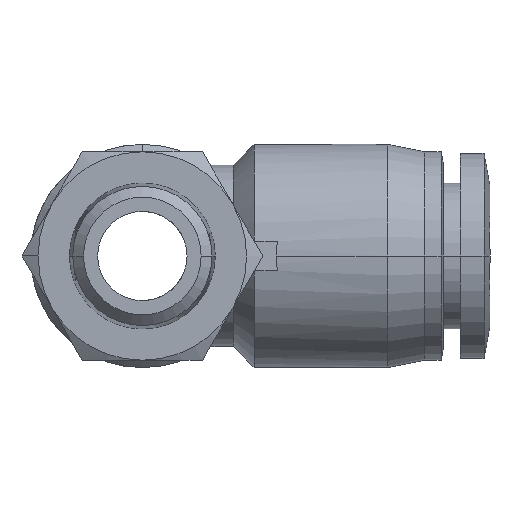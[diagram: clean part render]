
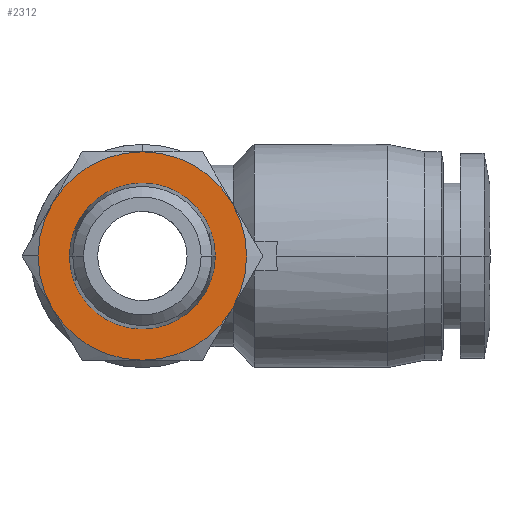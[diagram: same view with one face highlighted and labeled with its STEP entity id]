
A CAD part, front view. The second image highlights one B-rep face of the part: STEP entity #2312.
In plain terms, the highlighted planar face has unit normal (0, -1, 0).
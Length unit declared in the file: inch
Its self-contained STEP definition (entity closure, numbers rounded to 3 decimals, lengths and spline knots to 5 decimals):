
#38 = DIRECTION ( 'NONE',  ( -1., 0., 0. ) ) ;
#48 = AXIS2_PLACEMENT_3D ( 'NONE', #3997, #1801, #4402 ) ;
#89 = CARTESIAN_POINT ( 'NONE',  ( 0., -0.19685, 0. ) ) ;
#146 = DIRECTION ( 'NONE',  ( -1., 0., 0. ) ) ;
#223 = CARTESIAN_POINT ( 'NONE',  ( -0.23425, -0.19685, 0. ) ) ;
#257 = CIRCLE ( 'NONE', #511, 0.27559 ) ;
#366 = DIRECTION ( 'NONE',  ( 0., -1., 0. ) ) ;
#383 = CARTESIAN_POINT ( 'NONE',  ( 0., -0.19685, 0. ) ) ;
#464 = DIRECTION ( 'NONE',  ( -1., 0., 0. ) ) ;
#511 = AXIS2_PLACEMENT_3D ( 'NONE', #383, #366, #146 ) ;
#533 = ORIENTED_EDGE ( 'NONE', *, *, #4466, .T. ) ;
#566 = AXIS2_PLACEMENT_3D ( 'NONE', #2985, #848, #3358 ) ;
#590 = VERTEX_POINT ( 'NONE', #1569 ) ;
#594 = DIRECTION ( 'NONE',  ( 1., 0., 0. ) ) ;
#604 = CIRCLE ( 'NONE', #2040, 0.27559 ) ;
#746 = CARTESIAN_POINT ( 'NONE',  ( 0., -0.19685, 0. ) ) ;
#821 = ORIENTED_EDGE ( 'NONE', *, *, #3762, .F. ) ;
#848 = DIRECTION ( 'NONE',  ( 0., -1., 0. ) ) ;
#952 = EDGE_CURVE ( 'NONE', #590, #2419, #257, .T. ) ;
#1031 = CIRCLE ( 'NONE', #1271, 0.27559 ) ;
#1103 = DIRECTION ( 'NONE',  ( -1., 0., 0. ) ) ;
#1223 = VERTEX_POINT ( 'NONE', #4622 ) ;
#1271 = AXIS2_PLACEMENT_3D ( 'NONE', #4409, #2167, #38 ) ;
#1360 = DIRECTION ( 'NONE',  ( 0., -1., 0. ) ) ;
#1364 = CARTESIAN_POINT ( 'NONE',  ( -0.19291, -0.19685, 0. ) ) ;
#1406 = CIRCLE ( 'NONE', #1834, 0.27559 ) ;
#1542 = ORIENTED_EDGE ( 'NONE', *, *, #2208, .T. ) ;
#1569 = CARTESIAN_POINT ( 'NONE',  ( -0.27559, -0.19685, 0. ) ) ;
#1572 = DIRECTION ( 'NONE',  ( 0., -1., 0. ) ) ;
#1616 = ORIENTED_EDGE ( 'NONE', *, *, #3364, .F. ) ;
#1673 = VERTEX_POINT ( 'NONE', #2341 ) ;
#1720 = EDGE_CURVE ( 'NONE', #2419, #3533, #2770, .T. ) ;
#1801 = DIRECTION ( 'NONE',  ( 0., -1., 0. ) ) ;
#1834 = AXIS2_PLACEMENT_3D ( 'NONE', #3526, #1360, #3915 ) ;
#1842 = VERTEX_POINT ( 'NONE', #4662 ) ;
#1879 = AXIS2_PLACEMENT_3D ( 'NONE', #2021, #4614, #2369 ) ;
#1883 = CARTESIAN_POINT ( 'NONE',  ( 0.23867, -0.19685, -0.1378 ) ) ;
#1919 = ORIENTED_EDGE ( 'NONE', *, *, #4695, .T. ) ;
#1978 = ORIENTED_EDGE ( 'NONE', *, *, #3761, .T. ) ;
#2021 = CARTESIAN_POINT ( 'NONE',  ( 0., -0.19685, 0. ) ) ;
#2040 = AXIS2_PLACEMENT_3D ( 'NONE', #3745, #1572, #4137 ) ;
#2087 = CIRCLE ( 'NONE', #48, 0.19291 ) ;
#2116 = VERTEX_POINT ( 'NONE', #1883 ) ;
#2124 = CARTESIAN_POINT ( 'NONE',  ( 0.19291, -0.19685, 0. ) ) ;
#2167 = DIRECTION ( 'NONE',  ( 0., -1., 0. ) ) ;
#2208 = EDGE_CURVE ( 'NONE', #1223, #1673, #604, .T. ) ;
#2312 = ADVANCED_FACE ( 'NONE', ( #4432, #3393 ), #4580, .T. ) ;
#2341 = CARTESIAN_POINT ( 'NONE',  ( 0., -0.19685, 0.27559 ) ) ;
#2369 = DIRECTION ( 'NONE',  ( -1., 0., 0. ) ) ;
#2419 = VERTEX_POINT ( 'NONE', #2422 ) ;
#2422 = CARTESIAN_POINT ( 'NONE',  ( -0.23867, -0.19685, -0.1378 ) ) ;
#2425 = AXIS2_PLACEMENT_3D ( 'NONE', #223, #2710, #594 ) ;
#2568 = DIRECTION ( 'NONE',  ( 0., -1., 0. ) ) ;
#2691 = VERTEX_POINT ( 'NONE', #1364 ) ;
#2710 = DIRECTION ( 'NONE',  ( 0., -1., 0. ) ) ;
#2729 = CIRCLE ( 'NONE', #566, 0.19291 ) ;
#2770 = CIRCLE ( 'NONE', #1879, 0.27559 ) ;
#2985 = CARTESIAN_POINT ( 'NONE',  ( 0., -0.19685, 0. ) ) ;
#3011 = AXIS2_PLACEMENT_3D ( 'NONE', #89, #2568, #464 ) ;
#3042 = CIRCLE ( 'NONE', #4272, 0.27559 ) ;
#3114 = CARTESIAN_POINT ( 'NONE',  ( 0., -0.19685, -0.27559 ) ) ;
#3186 = EDGE_LOOP ( 'NONE', ( #1542, #1919, #1978, #3747, #4210, #533, #4063 ) ) ;
#3238 = DIRECTION ( 'NONE',  ( 0., -1., 0. ) ) ;
#3254 = CIRCLE ( 'NONE', #3011, 0.27559 ) ;
#3333 = EDGE_LOOP ( 'NONE', ( #1616, #821 ) ) ;
#3358 = DIRECTION ( 'NONE',  ( -1., 0., 0. ) ) ;
#3364 = EDGE_CURVE ( 'NONE', #2691, #3849, #2729, .T. ) ;
#3393 = FACE_OUTER_BOUND ( 'NONE', #3186, .T. ) ;
#3526 = CARTESIAN_POINT ( 'NONE',  ( 0., -0.19685, 0. ) ) ;
#3533 = VERTEX_POINT ( 'NONE', #3114 ) ;
#3745 = CARTESIAN_POINT ( 'NONE',  ( 0., -0.19685, 0. ) ) ;
#3747 = ORIENTED_EDGE ( 'NONE', *, *, #952, .T. ) ;
#3761 = EDGE_CURVE ( 'NONE', #1842, #590, #3042, .T. ) ;
#3762 = EDGE_CURVE ( 'NONE', #3849, #2691, #2087, .T. ) ;
#3849 = VERTEX_POINT ( 'NONE', #2124 ) ;
#3915 = DIRECTION ( 'NONE',  ( -1., 0., 0. ) ) ;
#3997 = CARTESIAN_POINT ( 'NONE',  ( 0., -0.19685, 0. ) ) ;
#4063 = ORIENTED_EDGE ( 'NONE', *, *, #4289, .T. ) ;
#4137 = DIRECTION ( 'NONE',  ( -1., 0., 0. ) ) ;
#4210 = ORIENTED_EDGE ( 'NONE', *, *, #1720, .T. ) ;
#4272 = AXIS2_PLACEMENT_3D ( 'NONE', #746, #3238, #1103 ) ;
#4289 = EDGE_CURVE ( 'NONE', #2116, #1223, #1406, .T. ) ;
#4402 = DIRECTION ( 'NONE',  ( -1., 0., 0. ) ) ;
#4409 = CARTESIAN_POINT ( 'NONE',  ( 0., -0.19685, 0. ) ) ;
#4432 = FACE_BOUND ( 'NONE', #3333, .T. ) ;
#4466 = EDGE_CURVE ( 'NONE', #3533, #2116, #1031, .T. ) ;
#4580 = PLANE ( 'NONE',  #2425 ) ;
#4614 = DIRECTION ( 'NONE',  ( 0., -1., 0. ) ) ;
#4622 = CARTESIAN_POINT ( 'NONE',  ( 0.23867, -0.19685, 0.1378 ) ) ;
#4662 = CARTESIAN_POINT ( 'NONE',  ( -0.23867, -0.19685, 0.1378 ) ) ;
#4695 = EDGE_CURVE ( 'NONE', #1673, #1842, #3254, .T. ) ;
